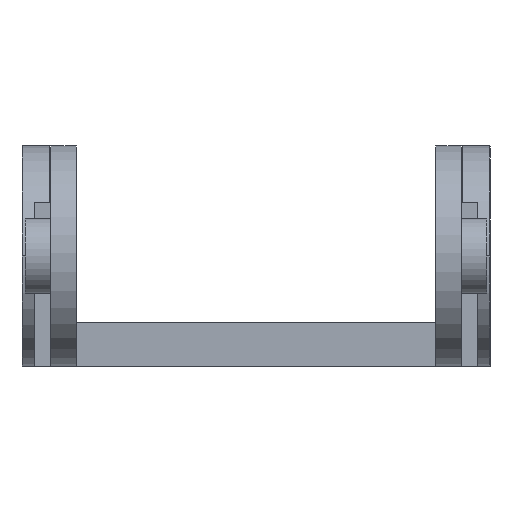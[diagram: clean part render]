
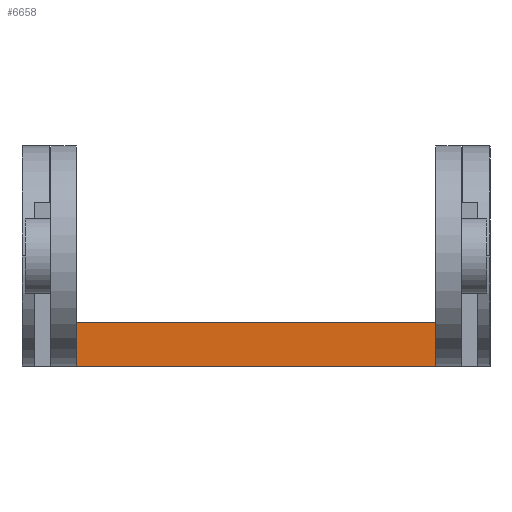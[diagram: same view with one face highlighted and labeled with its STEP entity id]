
A CAD part, left-side view. The second image highlights one B-rep face of the part: STEP entity #6658.
In plain terms, the highlighted planar face has unit normal (-1, 0, 0).
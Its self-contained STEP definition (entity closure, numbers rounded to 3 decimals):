
#98 = EDGE_CURVE ( 'NONE', #368, #3271, #6138, .T. ) ;
#368 = VERTEX_POINT ( 'NONE', #2676 ) ;
#456 = DIRECTION ( 'NONE',  ( 0., -1., 0. ) ) ;
#501 = FACE_OUTER_BOUND ( 'NONE', #6015, .T. ) ;
#537 = DIRECTION ( 'NONE',  ( 1., 0., 0. ) ) ;
#659 = VECTOR ( 'NONE', #3227, 1000. ) ;
#1348 = EDGE_CURVE ( 'NONE', #7021, #1861, #1563, .T. ) ;
#1563 = LINE ( 'NONE', #2123, #3901 ) ;
#1580 = DIRECTION ( 'NONE',  ( 0., -1., 0. ) ) ;
#1621 = CARTESIAN_POINT ( 'NONE',  ( -155.1, 28.5, 73.5 ) ) ;
#1768 = CARTESIAN_POINT ( 'NONE',  ( -155.1, -28.5, 73.5 ) ) ;
#1861 = VERTEX_POINT ( 'NONE', #2191 ) ;
#2123 = CARTESIAN_POINT ( 'NONE',  ( -155.1, 28.5, 66.5 ) ) ;
#2191 = CARTESIAN_POINT ( 'NONE',  ( -155.1, -28.5, 66.5 ) ) ;
#2285 = DIRECTION ( 'NONE',  ( 0., 0., 1. ) ) ;
#2401 = EDGE_CURVE ( 'NONE', #1861, #3271, #7361, .T. ) ;
#2626 = CARTESIAN_POINT ( 'NONE',  ( -155.1, 28.5, 66.5 ) ) ;
#2676 = CARTESIAN_POINT ( 'NONE',  ( -155.1, 28.5, 73.5 ) ) ;
#2766 = PLANE ( 'NONE',  #5532 ) ;
#2803 = DIRECTION ( 'NONE',  ( 0., 0., 1. ) ) ;
#2925 = VECTOR ( 'NONE', #2285, 1000. ) ;
#3227 = DIRECTION ( 'NONE',  ( 0., 0., 1. ) ) ;
#3271 = VERTEX_POINT ( 'NONE', #1768 ) ;
#3612 = ORIENTED_EDGE ( 'NONE', *, *, #1348, .T. ) ;
#3901 = VECTOR ( 'NONE', #456, 1000. ) ;
#4992 = ORIENTED_EDGE ( 'NONE', *, *, #7012, .F. ) ;
#5049 = CARTESIAN_POINT ( 'NONE',  ( -155.1, 28.5, 66.5 ) ) ;
#5532 = AXIS2_PLACEMENT_3D ( 'NONE', #5049, #537, #2803 ) ;
#5539 = LINE ( 'NONE', #6067, #659 ) ;
#5567 = ORIENTED_EDGE ( 'NONE', *, *, #2401, .T. ) ;
#5641 = CARTESIAN_POINT ( 'NONE',  ( -155.1, -28.5, 66.5 ) ) ;
#5767 = ORIENTED_EDGE ( 'NONE', *, *, #98, .F. ) ;
#6015 = EDGE_LOOP ( 'NONE', ( #5567, #5767, #4992, #3612 ) ) ;
#6067 = CARTESIAN_POINT ( 'NONE',  ( -155.1, 28.5, 66.5 ) ) ;
#6138 = LINE ( 'NONE', #1621, #6140 ) ;
#6140 = VECTOR ( 'NONE', #1580, 1000. ) ;
#6658 = ADVANCED_FACE ( 'NONE', ( #501 ), #2766, .F. ) ;
#7012 = EDGE_CURVE ( 'NONE', #7021, #368, #5539, .T. ) ;
#7021 = VERTEX_POINT ( 'NONE', #2626 ) ;
#7361 = LINE ( 'NONE', #5641, #2925 ) ;
